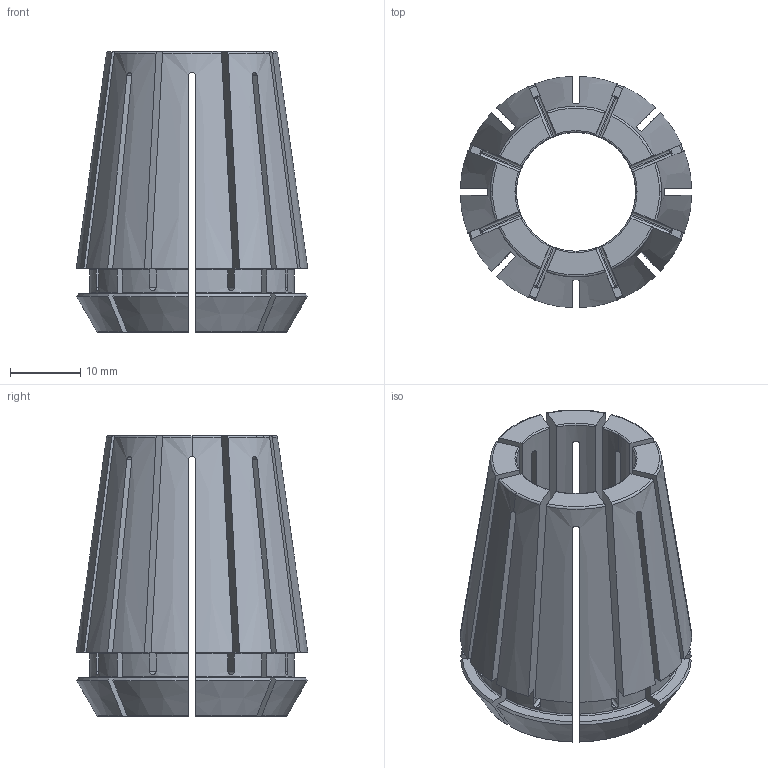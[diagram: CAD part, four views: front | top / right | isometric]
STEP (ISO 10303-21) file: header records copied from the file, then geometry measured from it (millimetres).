
FILE_DESCRIPTION(('HOOPS Exchange Step'),'2;1');
FILE_NAME('export-A73C38D3-8940-4337-9145-335F38F8940A.stp','2024-02-10T11:58:47+01:00',('Engineering'),('Alibre'),'HOOPS Exchange 2021.0','Alibre','Unknown authorisation');
FILE_SCHEMA( ('AP242_MANAGED_MODEL_BASED_3D_ENGINEERING_MIM_LF {1 0 10303 442 1 1 4 }') );
Length unit declared in the file: millimetre
Products named in the file (1): 6536 Single ER 32-UP Collet 17.00mm ULTRA Precision Swiss Quality
Bounding box: 32.98 x 32.98 x 40 mm (x, y, z)
Volume: 13952 mm3; surface area: 12384.4 mm2
Topology: 1 solids, 1 shells, 216 faces, 644 edges, 428 vertices
Faces by surface type: plane 88, torus 60, cylinder 42, cone 26
Entity records: 7651 total; most frequent: CARTESIAN_POINT 2010, ORIENTED_EDGE 1288, DIRECTION 1080, EDGE_CURVE 644, VERTEX_POINT 428, AXIS2_PLACEMENT_3D 426, VECTOR 228, LINE 228
